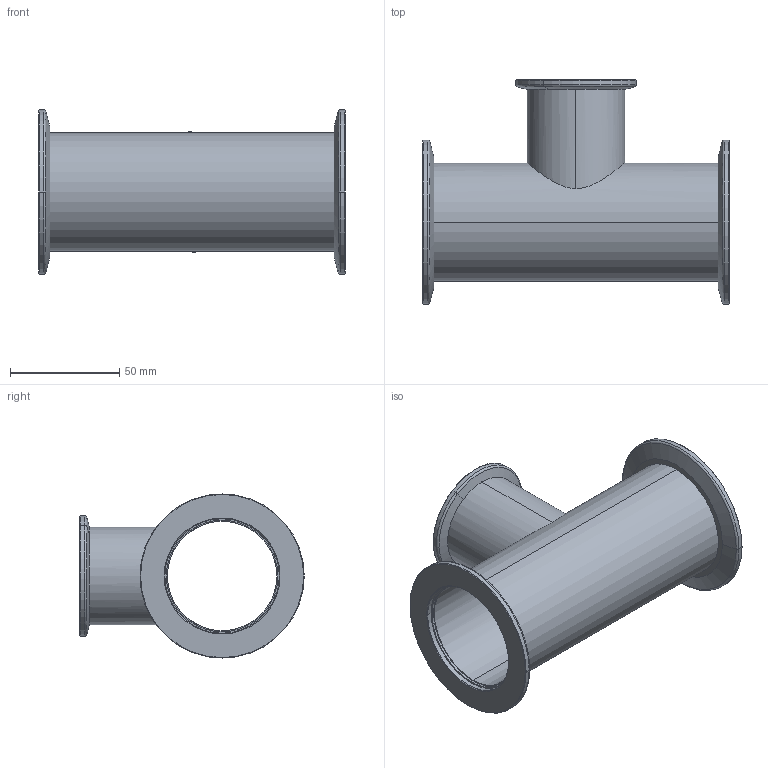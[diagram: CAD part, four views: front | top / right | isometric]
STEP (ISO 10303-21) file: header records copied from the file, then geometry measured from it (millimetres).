
FILE_DESCRIPTION (( 'STEP AP214' ), '1' );
FILE_NAME ('Hositrad_KTR50-40.STEP', '2017-06-08T09:02:28', ( 'Gebruiker' ), ( '' ), 'SwSTEP 2.0', 'SolidWorks 2017', '' );
FILE_SCHEMA (( 'AUTOMOTIVE_DESIGN' ));
Length unit declared in the file: millimetre
Products named in the file (4): Hositrad_KTR50-40; KF-Tee-Tube-All_KTR50-40; KF50WS_KF50-54; KF40-44.5WS
Assembly tree (4 placements, depth 2):
  Hositrad_KTR50-40
    KF-Tee-Tube-All_KTR50-40
    KF50WS_KF50-54  x2
    KF40-44.5WS
Bounding box: 140 x 102.5 x 75 mm (x, y, z)
Volume: 74019.8 mm3; surface area: 67649.5 mm2
Topology: 4 solids, 4 shells, 67 faces, 136 edges, 82 vertices
Faces by surface type: cylinder 30, cone 16, plane 13, torus 8
Entity records: 1672 total; most frequent: CARTESIAN_POINT 464, DIRECTION 260, ORIENTED_EDGE 192, AXIS2_PLACEMENT_3D 114, EDGE_CURVE 96, CIRCLE 60, VERTEX_POINT 58, EDGE_LOOP 58
